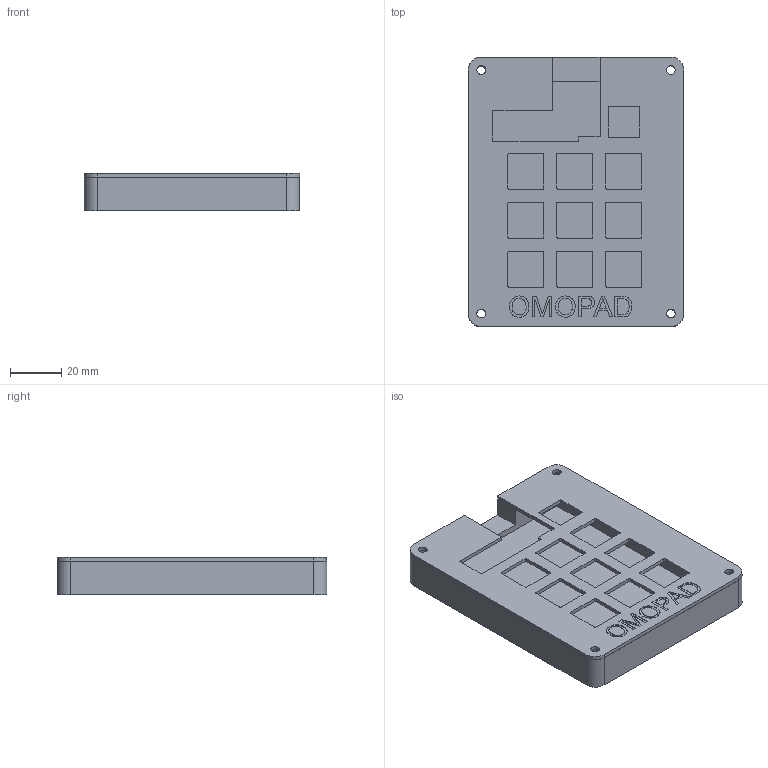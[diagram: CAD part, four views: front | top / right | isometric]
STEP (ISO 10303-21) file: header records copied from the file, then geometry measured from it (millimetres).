
FILE_DESCRIPTION(/* description */ (''),/* implementation_level */ '2;1');
FILE_NAME(/* name */ 'omoPad.step',/* time_stamp */ '2025-06-01T02:49:49+05:30',/* author */ (''),/* organization */ (''),/* preprocessor_version */ 'ST-DEVELOPER v20.1',/* originating_system */ 'Autodesk Translation Framework v14.10.0.0',/* authorisation */ '');
FILE_SCHEMA (('AUTOMOTIVE_DESIGN { 1 0 10303 214 3 1 1 }'));
Length unit declared in the file: millimetre
Products named in the file (3): 2025-06-01-01-12-18-976; 2025-06-01-01-14-08-967; 2025-06-01-01-35-51-137
Assembly tree (2 placements, depth 3):
  2025-06-01-01-12-18-976
    2025-06-01-01-14-08-967
      2025-06-01-01-35-51-137
Bounding box: 83.81 x 104.86 x 14.5 mm (x, y, z)
Volume: 65902.9 mm3; surface area: 39256.1 mm2
Topology: 2 solids, 2 shells, 248 faces, 687 edges, 458 vertices
Faces by surface type: plane 121, bspline 71, cylinder 56
Full cylindrical faces by diameter (mm): 3.4 x8, 6 x4
Entity records: 8719 total; most frequent: CARTESIAN_POINT 2605, ORIENTED_EDGE 1374, DIRECTION 1021, EDGE_CURVE 687, VERTEX_POINT 458, LINE 433, VECTOR 433, EDGE_LOOP 299
